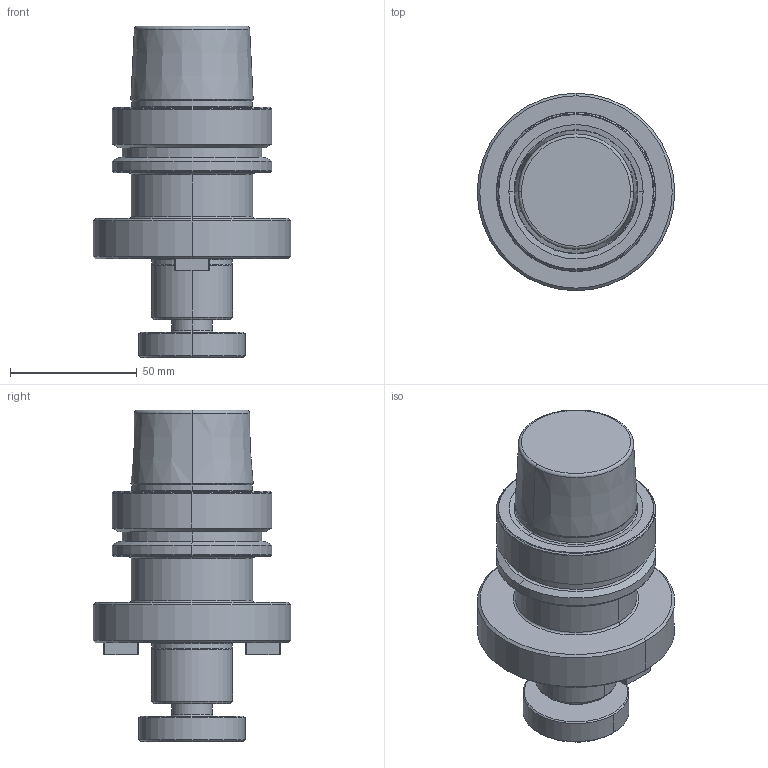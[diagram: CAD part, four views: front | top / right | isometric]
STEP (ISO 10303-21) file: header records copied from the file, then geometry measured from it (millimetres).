
FILE_DESCRIPTION (( 'STEP AP203' ), '1' );
FILE_NAME ('HSK-A 63 FMH32 060 6.3G 20000 SL SP.STEP', '2019-05-13T11:21:10', ( '' ), ( '' ), 'SwSTEP 2.0', 'SolidWorks 2014', '' );
FILE_SCHEMA (( 'CONFIG_CONTROL_DESIGN' ));
Length unit declared in the file: millimetre
Products named in the file (1): HSK-A 63 FMH32 060 6.3G 20000 SL SP
Bounding box: 78 x 78 x 130.9 mm (x, y, z)
Volume: 277271.1 mm3; surface area: 35558.3 mm2
Topology: 1 solids, 1 shells, 104 faces, 228 edges, 136 vertices
Faces by surface type: plane 36, cone 28, torus 20, cylinder 20
Entity records: 2913 total; most frequent: DIRECTION 546, CARTESIAN_POINT 469, ORIENTED_EDGE 456, EDGE_CURVE 228, AXIS2_PLACEMENT_3D 213, VERTEX_POINT 136, VECTOR 120, LINE 120
